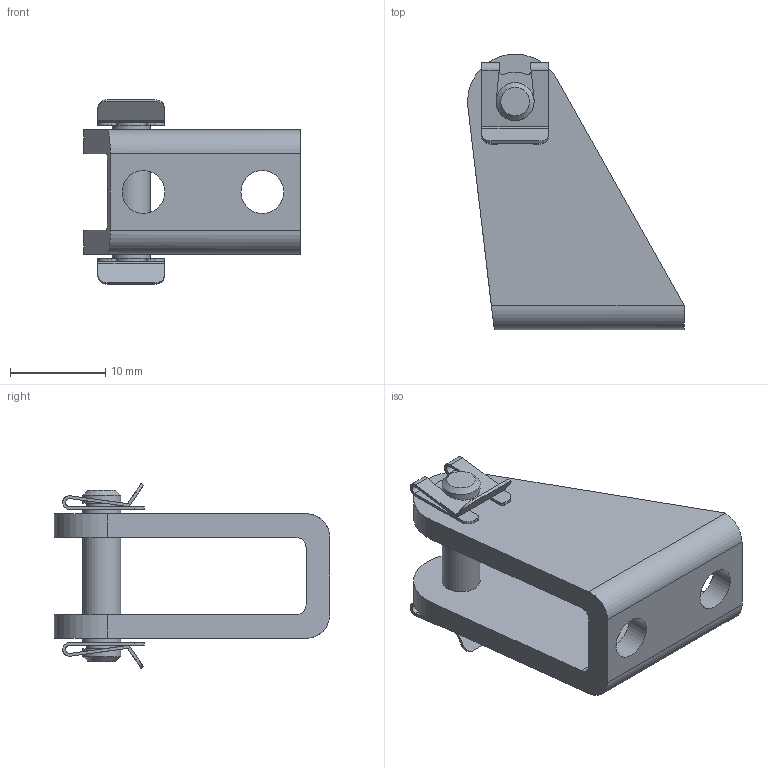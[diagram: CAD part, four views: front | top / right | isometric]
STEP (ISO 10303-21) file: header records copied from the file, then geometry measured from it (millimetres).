
FILE_DESCRIPTION(/* description */ ('STEP AP214'),/* implementation_level */ '2;1');
FILE_NAME(/* name */ '6057_LBN-8_10',/* time_stamp */ '2024-08-26T10:54:47+02:00',/* author */ ('License CC BY-ND 4.0'),/* organization */ ('CADENAS'),/* preprocessor_version */ 'ST-DEVELOPER v19.3',/* originating_system */ 'PARTsolutions',/* authorisation */ ' ');
FILE_SCHEMA (('AUTOMOTIVE_DESIGN {1 0 10303 214 3 1 1}'));
Length unit declared in the file: millimetre
Products named in the file (4): 6057 LBN-8_10; 6057 LBN-8_10---(L); 369442 BZ-04-014,0-AA (18); 209575 4 SXN 08 VERZINKT:SL
Assembly tree (4 placements, depth 2):
  6057 LBN-8_10
    6057 LBN-8_10---(L)
    369442 BZ-04-014,0-AA (18)
    209575 4 SXN 08 VERZINKT:SL  x2
Bounding box: 22.79 x 29 x 19.45 mm (x, y, z)
Volume: 2609.3 mm3; surface area: 2996.4 mm2
Topology: 4 solids, 4 shells, 97 faces, 265 edges, 176 vertices
Faces by surface type: cylinder 49, plane 46, cone 2
Full cylindrical faces by diameter (mm): 3.2 x2, 4 x5, 4.5 x2
Entity records: 2053 total; most frequent: DIRECTION 360, CARTESIAN_POINT 332, ORIENTED_EDGE 308, EDGE_CURVE 154, AXIS2_PLACEMENT_3D 136, VERTEX_POINT 108, LINE 88, VECTOR 88
